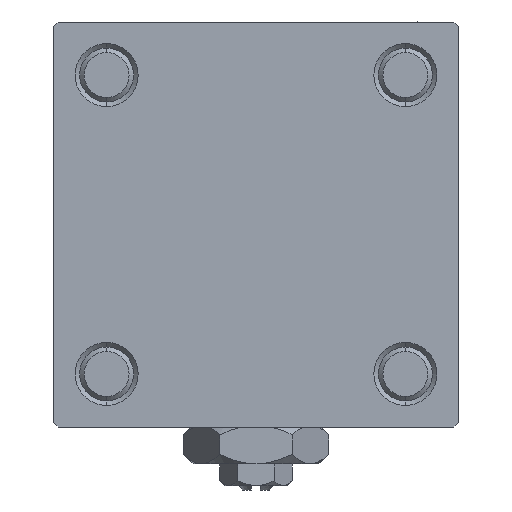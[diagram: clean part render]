
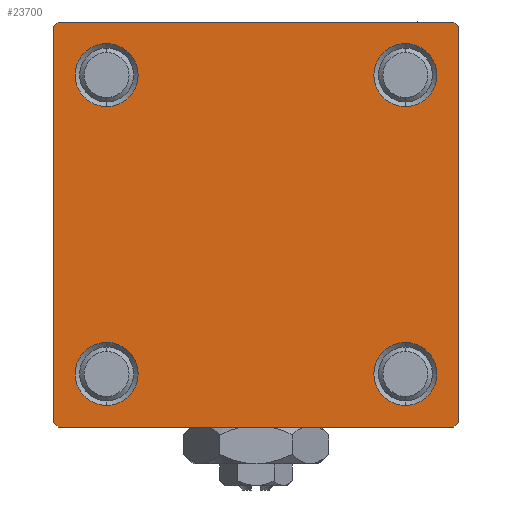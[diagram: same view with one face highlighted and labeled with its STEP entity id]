
A CAD part, left-side view. The second image highlights one B-rep face of the part: STEP entity #23700.
In plain terms, the highlighted planar face has unit normal (-1, 0, 0).
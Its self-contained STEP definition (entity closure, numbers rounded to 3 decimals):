
#173 = AXIS2_PLACEMENT_3D ( 'NONE', #36875, #5674, #40817 ) ;
#1014 = ORIENTED_EDGE ( 'NONE', *, *, #11213, .T. ) ;
#1074 = CIRCLE ( 'NONE', #19490, 3.5 ) ;
#1214 = VERTEX_POINT ( 'NONE', #7267 ) ;
#1642 = EDGE_CURVE ( 'NONE', #33138, #4908, #21345, .T. ) ;
#1718 = DIRECTION ( 'NONE',  ( 0., -1., 0. ) ) ;
#2168 = AXIS2_PLACEMENT_3D ( 'NONE', #35260, #51038, #47371 ) ;
#2440 = DIRECTION ( 'NONE',  ( -1., 0., 0. ) ) ;
#2812 = EDGE_LOOP ( 'NONE', ( #1014, #39611 ) ) ;
#3841 = DIRECTION ( 'NONE',  ( 0., 0., -1. ) ) ;
#4087 = LINE ( 'NONE', #19563, #20682 ) ;
#4317 = EDGE_LOOP ( 'NONE', ( #17477, #16822 ) ) ;
#4472 = CIRCLE ( 'NONE', #33791, 3.5 ) ;
#4908 = VERTEX_POINT ( 'NONE', #31291 ) ;
#5167 = ORIENTED_EDGE ( 'NONE', *, *, #49143, .F. ) ;
#5529 = DIRECTION ( 'NONE',  ( 0., 0.707, -0.707 ) ) ;
#5638 = CARTESIAN_POINT ( 'NONE',  ( 0., 22.5, 22.5 ) ) ;
#5674 = DIRECTION ( 'NONE',  ( 1., 0., 0. ) ) ;
#5954 = CARTESIAN_POINT ( 'NONE',  ( 0., 22.5, 22.5 ) ) ;
#6366 = FACE_BOUND ( 'NONE', #23553, .T. ) ;
#6569 = ORIENTED_EDGE ( 'NONE', *, *, #9678, .T. ) ;
#7133 = VERTEX_POINT ( 'NONE', #24226 ) ;
#7267 = CARTESIAN_POINT ( 'NONE',  ( 0., -16.6, -13.1 ) ) ;
#8602 = AXIS2_PLACEMENT_3D ( 'NONE', #24024, #28476, #20605 ) ;
#8731 = EDGE_CURVE ( 'NONE', #35972, #7133, #40373, .T. ) ;
#8751 = CIRCLE ( 'NONE', #20461, 3.5 ) ;
#9062 = DIRECTION ( 'NONE',  ( 0., 0.707, 0.707 ) ) ;
#9212 = CARTESIAN_POINT ( 'NONE',  ( 0., 16.6, -13.1 ) ) ;
#9302 = CARTESIAN_POINT ( 'NONE',  ( 0., 22.5, 22. ) ) ;
#9619 = CIRCLE ( 'NONE', #13810, 3.5 ) ;
#9678 = EDGE_CURVE ( 'NONE', #7133, #35972, #1074, .T. ) ;
#10745 = CARTESIAN_POINT ( 'NONE',  ( 0., -16.6, -16.6 ) ) ;
#11213 = EDGE_CURVE ( 'NONE', #21810, #22969, #4472, .T. ) ;
#11216 = ORIENTED_EDGE ( 'NONE', *, *, #34180, .T. ) ;
#11492 = DIRECTION ( 'NONE',  ( 0., 0., 1. ) ) ;
#12066 = ORIENTED_EDGE ( 'NONE', *, *, #16594, .T. ) ;
#12074 = VECTOR ( 'NONE', #1718, 1000. ) ;
#12135 = CARTESIAN_POINT ( 'NONE',  ( 0., -22., 22.5 ) ) ;
#12174 = ORIENTED_EDGE ( 'NONE', *, *, #8731, .T. ) ;
#12646 = CARTESIAN_POINT ( 'NONE',  ( 0., 16.6, 20.1 ) ) ;
#12892 = DIRECTION ( 'NONE',  ( 1., 0., 0. ) ) ;
#12960 = CARTESIAN_POINT ( 'NONE',  ( 0., -22.25, -22.25 ) ) ;
#13051 = VECTOR ( 'NONE', #9062, 1000. ) ;
#13537 = EDGE_CURVE ( 'NONE', #37416, #1214, #8751, .T. ) ;
#13661 = CIRCLE ( 'NONE', #8602, 3.5 ) ;
#13810 = AXIS2_PLACEMENT_3D ( 'NONE', #10745, #35108, #26733 ) ;
#14492 = CARTESIAN_POINT ( 'NONE',  ( 0., -22.5, 22. ) ) ;
#14645 = VERTEX_POINT ( 'NONE', #9302 ) ;
#15535 = VERTEX_POINT ( 'NONE', #48164 ) ;
#15896 = ORIENTED_EDGE ( 'NONE', *, *, #32054, .T. ) ;
#16057 = VERTEX_POINT ( 'NONE', #42269 ) ;
#16071 = EDGE_CURVE ( 'NONE', #34020, #33138, #37811, .T. ) ;
#16594 = EDGE_CURVE ( 'NONE', #23728, #35848, #20854, .T. ) ;
#16822 = ORIENTED_EDGE ( 'NONE', *, *, #13537, .T. ) ;
#17127 = DIRECTION ( 'NONE',  ( 0., 0., 1. ) ) ;
#17329 = VECTOR ( 'NONE', #5529, 1000. ) ;
#17374 = CARTESIAN_POINT ( 'NONE',  ( 0., 22.5, -22. ) ) ;
#17477 = ORIENTED_EDGE ( 'NONE', *, *, #39539, .T. ) ;
#17523 = CARTESIAN_POINT ( 'NONE',  ( 0., 22., -22.5 ) ) ;
#17606 = ORIENTED_EDGE ( 'NONE', *, *, #1642, .T. ) ;
#18438 = DIRECTION ( 'NONE',  ( 0., 0., 1. ) ) ;
#18603 = VECTOR ( 'NONE', #36191, 1000. ) ;
#18684 = ORIENTED_EDGE ( 'NONE', *, *, #37300, .F. ) ;
#19361 = CARTESIAN_POINT ( 'NONE',  ( 0., -16.6, 16.6 ) ) ;
#19490 = AXIS2_PLACEMENT_3D ( 'NONE', #19361, #20143, #11492 ) ;
#19563 = CARTESIAN_POINT ( 'NONE',  ( 0., 22.25, -22.25 ) ) ;
#20143 = DIRECTION ( 'NONE',  ( 1., 0., 0. ) ) ;
#20461 = AXIS2_PLACEMENT_3D ( 'NONE', #51812, #23729, #27401 ) ;
#20508 = EDGE_CURVE ( 'NONE', #22969, #21810, #43178, .T. ) ;
#20605 = DIRECTION ( 'NONE',  ( 0., 0., 1. ) ) ;
#20682 = VECTOR ( 'NONE', #27167, 1000. ) ;
#20758 = AXIS2_PLACEMENT_3D ( 'NONE', #29409, #12892, #21276 ) ;
#20854 = LINE ( 'NONE', #44989, #13051 ) ;
#21276 = DIRECTION ( 'NONE',  ( 0., 0., 1. ) ) ;
#21345 = LINE ( 'NONE', #12960, #38529 ) ;
#21399 = VECTOR ( 'NONE', #26010, 1000. ) ;
#21810 = VERTEX_POINT ( 'NONE', #9212 ) ;
#21850 = FACE_OUTER_BOUND ( 'NONE', #46793, .T. ) ;
#22369 = FACE_BOUND ( 'NONE', #2812, .T. ) ;
#22412 = CARTESIAN_POINT ( 'NONE',  ( 0., -16.6, -20.1 ) ) ;
#22969 = VERTEX_POINT ( 'NONE', #29861 ) ;
#23553 = EDGE_LOOP ( 'NONE', ( #6569, #12174 ) ) ;
#23700 = ADVANCED_FACE ( 'NONE', ( #6366, #43066, #22369, #42039, #21850 ), #26035, .T. ) ;
#23728 = VERTEX_POINT ( 'NONE', #14492 ) ;
#23729 = DIRECTION ( 'NONE',  ( 1., 0., 0. ) ) ;
#24024 = CARTESIAN_POINT ( 'NONE',  ( 0., 16.6, 16.6 ) ) ;
#24226 = CARTESIAN_POINT ( 'NONE',  ( 0., -16.6, 20.1 ) ) ;
#25257 = ORIENTED_EDGE ( 'NONE', *, *, #47910, .T. ) ;
#25563 = LINE ( 'NONE', #5638, #12074 ) ;
#25948 = EDGE_CURVE ( 'NONE', #15535, #45942, #39163, .T. ) ;
#26010 = DIRECTION ( 'NONE',  ( 0., -1., 0. ) ) ;
#26035 = PLANE ( 'NONE',  #34890 ) ;
#26733 = DIRECTION ( 'NONE',  ( 0., 0., 1. ) ) ;
#27167 = DIRECTION ( 'NONE',  ( 0., -0.707, -0.707 ) ) ;
#27401 = DIRECTION ( 'NONE',  ( 0., 0., 1. ) ) ;
#28476 = DIRECTION ( 'NONE',  ( 1., 0., 0. ) ) ;
#28653 = CARTESIAN_POINT ( 'NONE',  ( 0., -16.6, 13.1 ) ) ;
#29393 = CARTESIAN_POINT ( 'NONE',  ( 0., 22.25, 22.25 ) ) ;
#29409 = CARTESIAN_POINT ( 'NONE',  ( 0., 16.6, 16.6 ) ) ;
#29861 = CARTESIAN_POINT ( 'NONE',  ( 0., 16.6, -20.1 ) ) ;
#31291 = CARTESIAN_POINT ( 'NONE',  ( 0., -22.5, -22. ) ) ;
#32054 = EDGE_CURVE ( 'NONE', #14645, #47095, #33747, .T. ) ;
#33138 = VERTEX_POINT ( 'NONE', #36015 ) ;
#33747 = LINE ( 'NONE', #5954, #18603 ) ;
#33791 = AXIS2_PLACEMENT_3D ( 'NONE', #40209, #44667, #17127 ) ;
#34020 = VERTEX_POINT ( 'NONE', #17523 ) ;
#34180 = EDGE_CURVE ( 'NONE', #45942, #15535, #13661, .T. ) ;
#34417 = CARTESIAN_POINT ( 'NONE',  ( 0., 0., 0. ) ) ;
#34890 = AXIS2_PLACEMENT_3D ( 'NONE', #34417, #2440, #18438 ) ;
#35108 = DIRECTION ( 'NONE',  ( 1., 0., 0. ) ) ;
#35260 = CARTESIAN_POINT ( 'NONE',  ( 0., 16.6, -16.6 ) ) ;
#35558 = CARTESIAN_POINT ( 'NONE',  ( 0., -22.5, 22.5 ) ) ;
#35848 = VERTEX_POINT ( 'NONE', #12135 ) ;
#35972 = VERTEX_POINT ( 'NONE', #28653 ) ;
#36015 = CARTESIAN_POINT ( 'NONE',  ( 0., -22., -22.5 ) ) ;
#36191 = DIRECTION ( 'NONE',  ( 0., 0., -1. ) ) ;
#36875 = CARTESIAN_POINT ( 'NONE',  ( 0., -16.6, 16.6 ) ) ;
#37057 = ORIENTED_EDGE ( 'NONE', *, *, #16071, .T. ) ;
#37300 = EDGE_CURVE ( 'NONE', #16057, #35848, #25563, .T. ) ;
#37416 = VERTEX_POINT ( 'NONE', #22412 ) ;
#37811 = LINE ( 'NONE', #49650, #21399 ) ;
#38411 = ORIENTED_EDGE ( 'NONE', *, *, #25948, .T. ) ;
#38529 = VECTOR ( 'NONE', #44694, 1000. ) ;
#39128 = VECTOR ( 'NONE', #3841, 1000. ) ;
#39163 = CIRCLE ( 'NONE', #20758, 3.5 ) ;
#39539 = EDGE_CURVE ( 'NONE', #1214, #37416, #9619, .T. ) ;
#39611 = ORIENTED_EDGE ( 'NONE', *, *, #20508, .T. ) ;
#39796 = EDGE_LOOP ( 'NONE', ( #11216, #38411 ) ) ;
#40209 = CARTESIAN_POINT ( 'NONE',  ( 0., 16.6, -16.6 ) ) ;
#40373 = CIRCLE ( 'NONE', #173, 3.5 ) ;
#40817 = DIRECTION ( 'NONE',  ( 0., 0., 1. ) ) ;
#42039 = FACE_BOUND ( 'NONE', #39796, .T. ) ;
#42269 = CARTESIAN_POINT ( 'NONE',  ( 0., 22., 22.5 ) ) ;
#43066 = FACE_BOUND ( 'NONE', #4317, .T. ) ;
#43178 = CIRCLE ( 'NONE', #2168, 3.5 ) ;
#44667 = DIRECTION ( 'NONE',  ( 1., 0., 0. ) ) ;
#44694 = DIRECTION ( 'NONE',  ( 0., -0.707, 0.707 ) ) ;
#44713 = EDGE_CURVE ( 'NONE', #16057, #14645, #45928, .T. ) ;
#44939 = LINE ( 'NONE', #35558, #39128 ) ;
#44989 = CARTESIAN_POINT ( 'NONE',  ( 0., -22.25, 22.25 ) ) ;
#45424 = ORIENTED_EDGE ( 'NONE', *, *, #44713, .T. ) ;
#45928 = LINE ( 'NONE', #29393, #17329 ) ;
#45942 = VERTEX_POINT ( 'NONE', #12646 ) ;
#46793 = EDGE_LOOP ( 'NONE', ( #15896, #25257, #37057, #17606, #5167, #12066, #18684, #45424 ) ) ;
#47095 = VERTEX_POINT ( 'NONE', #17374 ) ;
#47371 = DIRECTION ( 'NONE',  ( 0., 0., 1. ) ) ;
#47910 = EDGE_CURVE ( 'NONE', #47095, #34020, #4087, .T. ) ;
#48164 = CARTESIAN_POINT ( 'NONE',  ( 0., 16.6, 13.1 ) ) ;
#49143 = EDGE_CURVE ( 'NONE', #23728, #4908, #44939, .T. ) ;
#49650 = CARTESIAN_POINT ( 'NONE',  ( 0., 22.5, -22.5 ) ) ;
#51038 = DIRECTION ( 'NONE',  ( 1., 0., 0. ) ) ;
#51812 = CARTESIAN_POINT ( 'NONE',  ( 0., -16.6, -16.6 ) ) ;
